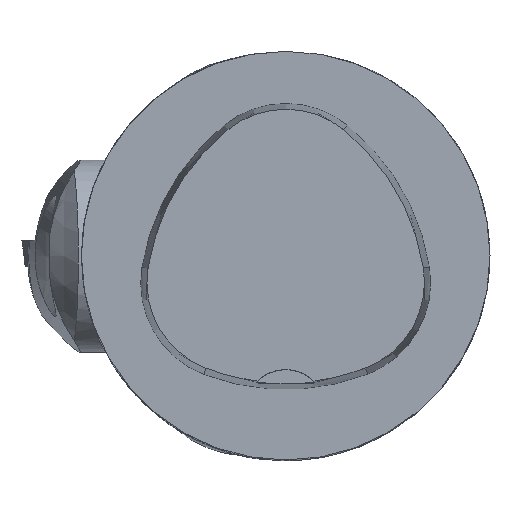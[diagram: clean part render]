
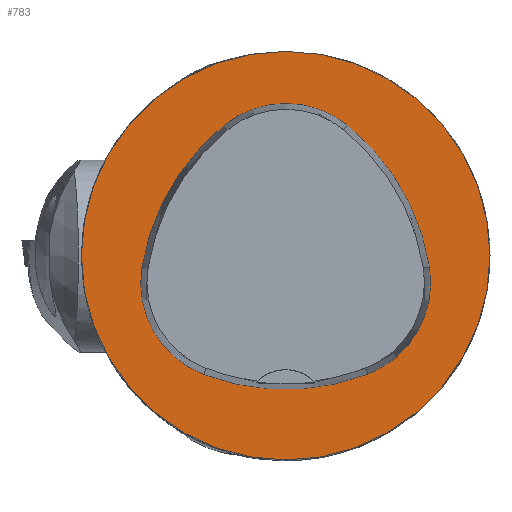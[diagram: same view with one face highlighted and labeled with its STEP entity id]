
A CAD part, top view. The second image highlights one B-rep face of the part: STEP entity #783.
In plain terms, the highlighted planar face has unit normal (0, 0, 1).
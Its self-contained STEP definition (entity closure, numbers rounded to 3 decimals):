
#666=FACE_BOUND('',#1812,.T.);
#667=FACE_BOUND('',#1813,.T.);
#783=ADVANCED_FACE('',(#666,#667),#1152,.T.);
#1152=PLANE('',#6910);
#1812=EDGE_LOOP('',(#2332,#2333,#2334,#2335,#2336,#2337));
#1813=EDGE_LOOP('',(#2338));
#2332=ORIENTED_EDGE('',*,*,#4842,.T.);
#2333=ORIENTED_EDGE('',*,*,#4822,.T.);
#2334=ORIENTED_EDGE('',*,*,#4826,.T.);
#2335=ORIENTED_EDGE('',*,*,#4829,.T.);
#2336=ORIENTED_EDGE('',*,*,#4832,.T.);
#2337=ORIENTED_EDGE('',*,*,#4840,.T.);
#2338=ORIENTED_EDGE('',*,*,#4791,.F.);
#4142=VERTEX_POINT('',#9298);
#4173=VERTEX_POINT('',#9452);
#4174=VERTEX_POINT('',#9453);
#4177=VERTEX_POINT('',#9461);
#4179=VERTEX_POINT('',#9467);
#4181=VERTEX_POINT('',#9473);
#4188=VERTEX_POINT('',#9494);
#4791=EDGE_CURVE('',#4142,#4142,#5713,.T.);
#4822=EDGE_CURVE('',#4173,#4174,#5716,.T.);
#4826=EDGE_CURVE('',#4174,#4177,#5718,.T.);
#4829=EDGE_CURVE('',#4177,#4179,#5720,.T.);
#4832=EDGE_CURVE('',#4179,#4181,#5722,.T.);
#4840=EDGE_CURVE('',#4181,#4188,#5726,.T.);
#4842=EDGE_CURVE('',#4188,#4173,#5728,.T.);
#5713=CIRCLE('',#6871,25.);
#5716=CIRCLE('',#6888,28.);
#5718=CIRCLE('',#6891,12.);
#5720=CIRCLE('',#6894,28.);
#5722=CIRCLE('',#6897,12.);
#5726=CIRCLE('',#6902,28.);
#5728=CIRCLE('',#6905,12.);
#6871=AXIS2_PLACEMENT_3D('',#9297,#7567,#7568);
#6888=AXIS2_PLACEMENT_3D('',#9451,#7613,#7614);
#6891=AXIS2_PLACEMENT_3D('',#9460,#7621,#7622);
#6894=AXIS2_PLACEMENT_3D('',#9466,#7628,#7629);
#6897=AXIS2_PLACEMENT_3D('',#9472,#7635,#7636);
#6902=AXIS2_PLACEMENT_3D('',#9495,#7647,#7648);
#6905=AXIS2_PLACEMENT_3D('',#9498,#7653,#7654);
#6910=AXIS2_PLACEMENT_3D('',#9503,#7663,#7664);
#7567=DIRECTION('',(0.,0.,-1.));
#7568=DIRECTION('',(-1.,0.,0.));
#7613=DIRECTION('',(0.,0.,-1.));
#7614=DIRECTION('',(-1.,0.,0.));
#7621=DIRECTION('',(0.,0.,-1.));
#7622=DIRECTION('',(-1.,0.,0.));
#7628=DIRECTION('',(0.,0.,-1.));
#7629=DIRECTION('',(-1.,0.,0.));
#7635=DIRECTION('',(0.,0.,-1.));
#7636=DIRECTION('',(-1.,0.,0.));
#7647=DIRECTION('',(0.,0.,-1.));
#7648=DIRECTION('',(-1.,0.,0.));
#7653=DIRECTION('',(0.,0.,-1.));
#7654=DIRECTION('',(-1.,0.,0.));
#7663=DIRECTION('',(0.,0.,1.));
#7664=DIRECTION('',(1.,0.,0.));
#9297=CARTESIAN_POINT('',(0.,0.,0.));
#9298=CARTESIAN_POINT('',(-25.,0.,0.));
#9451=CARTESIAN_POINT('',(10.068,-5.824,0.));
#9452=CARTESIAN_POINT('',(-17.584,-1.424,0.));
#9453=CARTESIAN_POINT('',(-7.531,15.953,0.));
#9460=CARTESIAN_POINT('',(0.011,6.62,0.));
#9461=CARTESIAN_POINT('',(7.567,15.942,0.));
#9466=CARTESIAN_POINT('',(-10.063,-5.81,0.));
#9467=CARTESIAN_POINT('',(17.59,-1.418,0.));
#9472=CARTESIAN_POINT('',(5.739,-3.3,0.));
#9473=CARTESIAN_POINT('',(10.05,-14.499,0.));
#9494=CARTESIAN_POINT('',(-10.025,-14.516,0.));
#9495=CARTESIAN_POINT('',(-0.01,11.631,0.));
#9498=CARTESIAN_POINT('',(-5.733,-3.31,0.));
#9503=CARTESIAN_POINT('',(0.,0.,0.));
